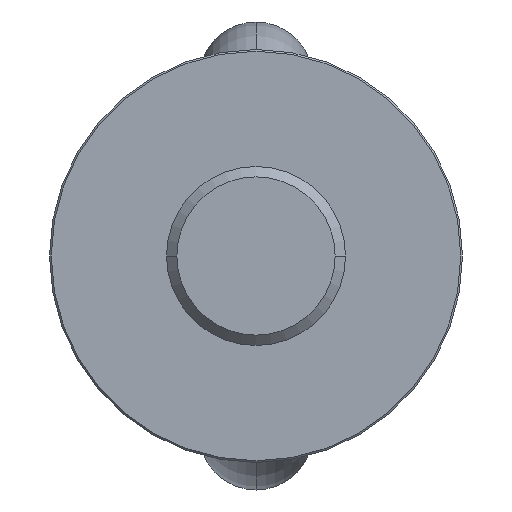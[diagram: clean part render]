
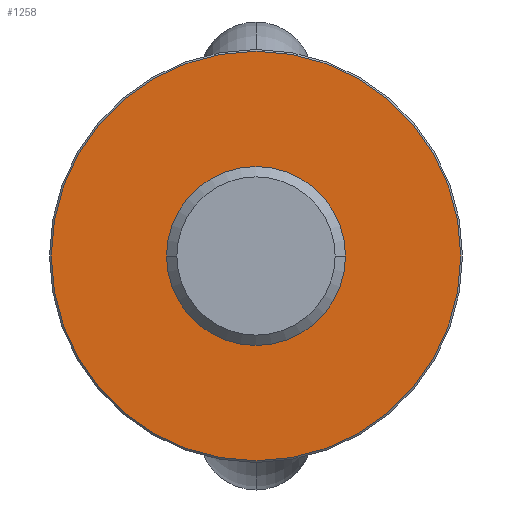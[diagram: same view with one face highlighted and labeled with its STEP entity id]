
A CAD part, front view. The second image highlights one B-rep face of the part: STEP entity #1258.
In plain terms, the highlighted planar face has unit normal (0, -1, 0).
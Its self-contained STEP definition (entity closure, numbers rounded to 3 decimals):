
#5=CARTESIAN_POINT('',(0.,0.,0.));
#6=DIRECTION('',(0.,1.,0.));
#7=DIRECTION('',(1.,0.,0.));
#8=AXIS2_PLACEMENT_3D('',#5,#6,#7);
#14=CARTESIAN_POINT('',(0.,0.,0.));
#15=DIRECTION('',(0.,-1.,0.));
#16=DIRECTION('',(1.,0.,0.));
#17=AXIS2_PLACEMENT_3D('',#14,#15,#16);
#52=CARTESIAN_POINT('',(0.,0.,0.));
#53=DIRECTION('',(0.,-1.,0.));
#54=DIRECTION('',(1.,0.,0.));
#55=AXIS2_PLACEMENT_3D('',#52,#53,#54);
#960=CARTESIAN_POINT('',(0.,0.,0.));
#961=DIRECTION('',(0.,1.,0.));
#962=DIRECTION('',(1.,0.,0.));
#963=AXIS2_PLACEMENT_3D('',#960,#961,#962);
#1013=CARTESIAN_POINT('',(59.5,0.,0.));
#1014=CARTESIAN_POINT('',(-59.5,0.,0.));
#1015=VERTEX_POINT('',#1013);
#1016=VERTEX_POINT('',#1014);
#1069=CARTESIAN_POINT('',(26.,0.,0.));
#1071=VERTEX_POINT('',#1069);
#1075=CARTESIAN_POINT('',(-26.,0.,0.));
#1077=VERTEX_POINT('',#1075);
#1241=CARTESIAN_POINT('',(0.,0.,0.));
#1242=DIRECTION('',(0.,-1.,0.));
#1243=DIRECTION('',(-1.,0.,0.));
#1244=AXIS2_PLACEMENT_3D('',#1241,#1242,#1243);
#1245=PLANE('',#1244);
#1247=ORIENTED_EDGE('',*,*,#1246,.F.);
#1249=ORIENTED_EDGE('',*,*,#1248,.T.);
#1250=EDGE_LOOP('',(#1247,#1249));
#1251=FACE_OUTER_BOUND('',#1250,.F.);
#1253=ORIENTED_EDGE('',*,*,#1252,.F.);
#1255=ORIENTED_EDGE('',*,*,#1254,.T.);
#1256=EDGE_LOOP('',(#1253,#1255));
#1257=FACE_BOUND('',#1256,.F.);
#1258=ADVANCED_FACE('',(#1251,#1257),#1245,.T.);
#9=CIRCLE('',#8,26.);
#18=CIRCLE('',#17,26.);
#56=CIRCLE('',#55,59.5);
#964=CIRCLE('',#963,59.5);
#1246=EDGE_CURVE('',#1015,#1016,#56,.T.);
#1248=EDGE_CURVE('',#1015,#1016,#964,.T.);
#1252=EDGE_CURVE('',#1071,#1077,#9,.T.);
#1254=EDGE_CURVE('',#1071,#1077,#18,.T.);
